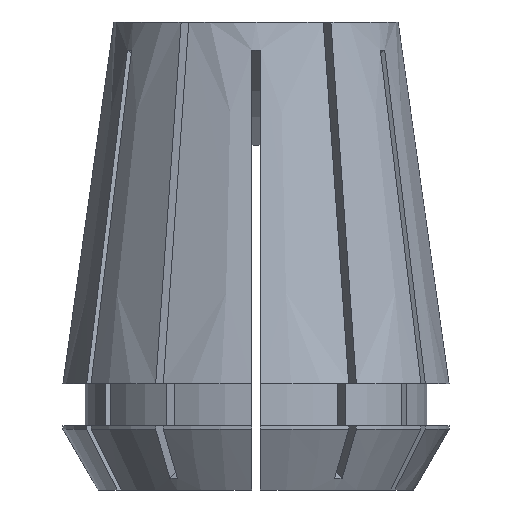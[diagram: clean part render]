
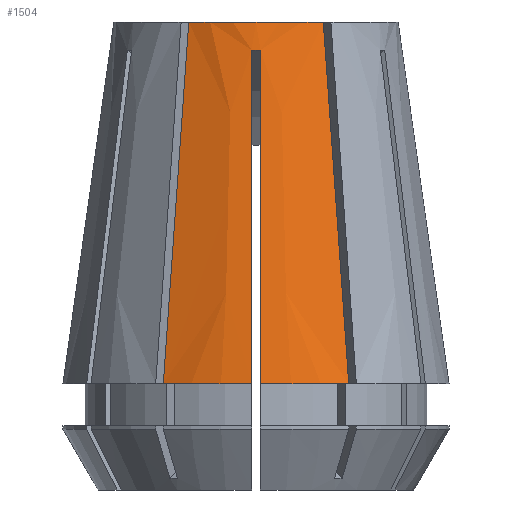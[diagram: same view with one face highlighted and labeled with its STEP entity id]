
A CAD part, front view. The second image highlights one B-rep face of the part: STEP entity #1504.
In plain terms, the highlighted conical face has half-angle 8 degrees and reference radius 16.5 mm.
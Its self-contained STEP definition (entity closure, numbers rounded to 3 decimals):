
#9 = VERTEX_POINT ( 'NONE', #2616 ) ;
#17 = DIRECTION ( 'NONE',  ( 0., 0., 1. ) ) ;
#28 = CARTESIAN_POINT ( 'NONE',  ( 6.246, -11.569, -7.045 ) ) ;
#73 = CARTESIAN_POINT ( 'NONE',  ( -7.695, -14.077, -27.645 ) ) ;
#243 = B_SPLINE_CURVE_WITH_KNOTS ( 'NONE', 3,
 ( #997, #2812, #1600, #3727, #1910, #73, #2207 ),
 .UNSPECIFIED., .F., .F.,
 ( 4, 3, 4 ),
 ( 0., 0.021, 0.031 ),
 .UNSPECIFIED. ) ;
#271 = CARTESIAN_POINT ( 'NONE',  ( -0.375, -15.161, -21.401 ) ) ;
#275 = B_SPLINE_CURVE_WITH_KNOTS ( 'NONE', 3,
 ( #3049, #3357, #1532, #312 ),
 .UNSPECIFIED., .F., .F.,
 ( 4, 4 ),
 ( 0.024, 0.052 ),
 .UNSPECIFIED. ) ;
#312 = CARTESIAN_POINT ( 'NONE',  ( 0.375, -12.49, -2.403 ) ) ;
#498 = EDGE_CURVE ( 'NONE', #1534, #3122, #275, .T. ) ;
#506 = CIRCLE ( 'NONE', #957, 16.5 ) ;
#546 = B_SPLINE_CURVE_WITH_KNOTS ( 'NONE', 3,
 ( #2163, #28, #648, #2786, #972, #3105, #1258 ),
 .UNSPECIFIED., .F., .F.,
 ( 4, 3, 4 ),
 ( 0., 0.021, 0.031 ),
 .UNSPECIFIED. ) ;
#574 = CARTESIAN_POINT ( 'NONE',  ( -0.375, -16.496, -30.9 ) ) ;
#646 = CONICAL_SURFACE ( 'NONE', #2871, 16.5, 0.14 ) ;
#648 = CARTESIAN_POINT ( 'NONE',  ( 6.742, -12.427, -14.091 ) ) ;
#677 = DIRECTION ( 'NONE',  ( 0., 0., 1. ) ) ;
#811 = CIRCLE ( 'NONE', #1813, 12.158 ) ;
#871 = CARTESIAN_POINT ( 'NONE',  ( 0., 0., 0. ) ) ;
#887 = ORIENTED_EDGE ( 'NONE', *, *, #2105, .F. ) ;
#923 = CARTESIAN_POINT ( 'NONE',  ( -0.125, -12.497, -2.399 ) ) ;
#957 = AXIS2_PLACEMENT_3D ( 'NONE', #1866, #17, #2154 ) ;
#972 = CARTESIAN_POINT ( 'NONE',  ( 7.466, -13.681, -24.391 ) ) ;
#997 = CARTESIAN_POINT ( 'NONE',  ( -5.751, -10.711, 0. ) ) ;
#1041 = CARTESIAN_POINT ( 'NONE',  ( 0., 0., -30.9 ) ) ;
#1174 = DIRECTION ( 'NONE',  ( 1., 0., 0. ) ) ;
#1198 = CARTESIAN_POINT ( 'NONE',  ( -0.375, -13.825, -11.902 ) ) ;
#1218 = CARTESIAN_POINT ( 'NONE',  ( 0.375, -12.49, -2.403 ) ) ;
#1234 = VERTEX_POINT ( 'NONE', #2657 ) ;
#1258 = CARTESIAN_POINT ( 'NONE',  ( 7.923, -14.474, -30.9 ) ) ;
#1493 = ORIENTED_EDGE ( 'NONE', *, *, #2126, .T. ) ;
#1504 = ADVANCED_FACE ( 'NONE', ( #2379 ), #646, .T. ) ;
#1505 = CIRCLE ( 'NONE', #3612, 16.5 ) ;
#1532 = CARTESIAN_POINT ( 'NONE',  ( 0.375, -13.825, -11.902 ) ) ;
#1534 = VERTEX_POINT ( 'NONE', #3508 ) ;
#1600 = CARTESIAN_POINT ( 'NONE',  ( -6.742, -12.427, -14.091 ) ) ;
#1670 = CARTESIAN_POINT ( 'NONE',  ( -5.751, -10.711, 0. ) ) ;
#1813 = AXIS2_PLACEMENT_3D ( 'NONE', #871, #2993, #1174 ) ;
#1866 = CARTESIAN_POINT ( 'NONE',  ( 0., 0., -30.9 ) ) ;
#1910 = CARTESIAN_POINT ( 'NONE',  ( -7.466, -13.681, -24.391 ) ) ;
#2043 = CARTESIAN_POINT ( 'NONE',  ( -7.923, -14.474, -30.9 ) ) ;
#2105 = EDGE_CURVE ( 'NONE', #3180, #1234, #546, .T. ) ;
#2126 = EDGE_CURVE ( 'NONE', #1534, #1234, #1505, .T. ) ;
#2154 = DIRECTION ( 'NONE',  ( 1., 0., 0. ) ) ;
#2163 = CARTESIAN_POINT ( 'NONE',  ( 5.751, -10.711, 0. ) ) ;
#2199 = ORIENTED_EDGE ( 'NONE', *, *, #3439, .T. ) ;
#2207 = CARTESIAN_POINT ( 'NONE',  ( -7.923, -14.474, -30.9 ) ) ;
#2262 = EDGE_LOOP ( 'NONE', ( #887, #3173, #2778, #2931, #2299, #2199, #2534, #1493 ) ) ;
#2299 = ORIENTED_EDGE ( 'NONE', *, *, #3389, .T. ) ;
#2379 = FACE_OUTER_BOUND ( 'NONE', #2262, .T. ) ;
#2404 = VERTEX_POINT ( 'NONE', #3874 ) ;
#2408 = VERTEX_POINT ( 'NONE', #2043 ) ;
#2511 = CARTESIAN_POINT ( 'NONE',  ( 0., 0., -30.9 ) ) ;
#2534 = ORIENTED_EDGE ( 'NONE', *, *, #498, .F. ) ;
#2585 = CARTESIAN_POINT ( 'NONE',  ( 0.375, -12.49, -2.403 ) ) ;
#2616 = CARTESIAN_POINT ( 'NONE',  ( -0.375, -16.496, -30.9 ) ) ;
#2657 = CARTESIAN_POINT ( 'NONE',  ( 7.923, -14.474, -30.9 ) ) ;
#2778 = ORIENTED_EDGE ( 'NONE', *, *, #3038, .T. ) ;
#2786 = CARTESIAN_POINT ( 'NONE',  ( 7.237, -13.285, -21.136 ) ) ;
#2811 = DIRECTION ( 'NONE',  ( 1., 0., 0. ) ) ;
#2812 = CARTESIAN_POINT ( 'NONE',  ( -6.246, -11.569, -7.045 ) ) ;
#2833 = EDGE_CURVE ( 'NONE', #2408, #9, #506, .T. ) ;
#2858 = DIRECTION ( 'NONE',  ( -1., 0., 0. ) ) ;
#2863 = B_SPLINE_CURVE_WITH_KNOTS ( 'NONE', 3,
 ( #3957, #923, #3050, #1218 ),
 .UNSPECIFIED., .F., .F.,
 ( 4, 4 ),
 ( 0., 0.001 ),
 .UNSPECIFIED. ) ;
#2871 = AXIS2_PLACEMENT_3D ( 'NONE', #1041, #3768, #2858 ) ;
#2931 = ORIENTED_EDGE ( 'NONE', *, *, #2833, .T. ) ;
#2993 = DIRECTION ( 'NONE',  ( 0., 0., 1. ) ) ;
#3038 = EDGE_CURVE ( 'NONE', #3708, #2408, #243, .T. ) ;
#3049 = CARTESIAN_POINT ( 'NONE',  ( 0.375, -16.496, -30.9 ) ) ;
#3050 = CARTESIAN_POINT ( 'NONE',  ( 0.125, -12.497, -2.399 ) ) ;
#3105 = CARTESIAN_POINT ( 'NONE',  ( 7.695, -14.077, -27.645 ) ) ;
#3122 = VERTEX_POINT ( 'NONE', #2585 ) ;
#3173 = ORIENTED_EDGE ( 'NONE', *, *, #3337, .F. ) ;
#3180 = VERTEX_POINT ( 'NONE', #3519 ) ;
#3337 = EDGE_CURVE ( 'NONE', #3708, #3180, #811, .T. ) ;
#3344 = CARTESIAN_POINT ( 'NONE',  ( -0.375, -12.49, -2.403 ) ) ;
#3357 = CARTESIAN_POINT ( 'NONE',  ( 0.375, -15.161, -21.401 ) ) ;
#3389 = EDGE_CURVE ( 'NONE', #9, #2404, #3895, .T. ) ;
#3439 = EDGE_CURVE ( 'NONE', #2404, #3122, #2863, .T. ) ;
#3508 = CARTESIAN_POINT ( 'NONE',  ( 0.375, -16.496, -30.9 ) ) ;
#3519 = CARTESIAN_POINT ( 'NONE',  ( 5.751, -10.711, 0. ) ) ;
#3612 = AXIS2_PLACEMENT_3D ( 'NONE', #2511, #677, #2811 ) ;
#3708 = VERTEX_POINT ( 'NONE', #1670 ) ;
#3727 = CARTESIAN_POINT ( 'NONE',  ( -7.237, -13.285, -21.136 ) ) ;
#3768 = DIRECTION ( 'NONE',  ( 0., 0., -1. ) ) ;
#3874 = CARTESIAN_POINT ( 'NONE',  ( -0.375, -12.49, -2.403 ) ) ;
#3895 = B_SPLINE_CURVE_WITH_KNOTS ( 'NONE', 3,
 ( #574, #271, #1198, #3344 ),
 .UNSPECIFIED., .F., .F.,
 ( 4, 4 ),
 ( 0.024, 0.052 ),
 .UNSPECIFIED. ) ;
#3957 = CARTESIAN_POINT ( 'NONE',  ( -0.375, -12.49, -2.403 ) ) ;
